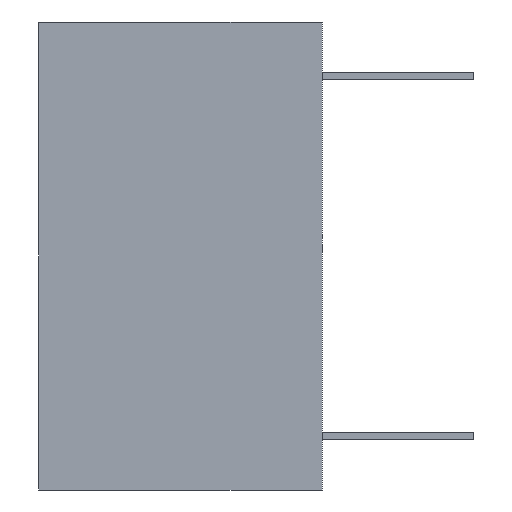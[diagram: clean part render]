
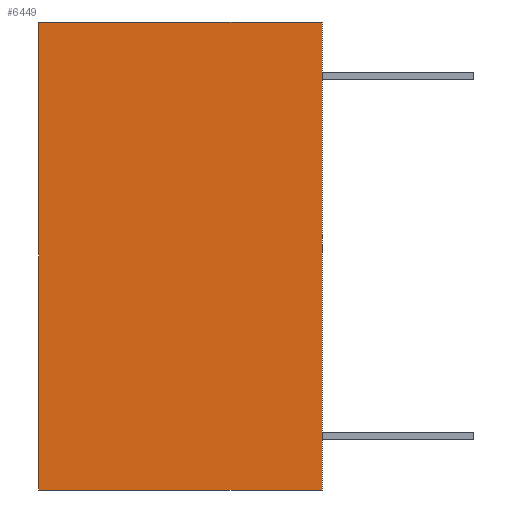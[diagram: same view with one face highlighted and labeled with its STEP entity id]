
A CAD part, left-side view. The second image highlights one B-rep face of the part: STEP entity #6449.
In plain terms, the highlighted planar face has unit normal (-1, 0, 0).
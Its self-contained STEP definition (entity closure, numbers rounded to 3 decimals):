
#67 = CARTESIAN_POINT ( 'NONE',  ( -7.13, 3.2, 4.95 ) ) ;
#72 = CARTESIAN_POINT ( 'NONE',  ( -7.13, 6.2, 4.95 ) ) ;
#285 = DIRECTION ( 'NONE',  ( 0., 1., 0. ) ) ;
#997 = DIRECTION ( 'NONE',  ( 0., -1., 0. ) ) ;
#1132 = CARTESIAN_POINT ( 'NONE',  ( -7.13, 3.2, 0. ) ) ;
#1179 = AXIS2_PLACEMENT_3D ( 'NONE', #8036, #6287, #5422 ) ;
#1757 = ORIENTED_EDGE ( 'NONE', *, *, #4534, .T. ) ;
#1796 = VERTEX_POINT ( 'NONE', #3397 ) ;
#1867 = ORIENTED_EDGE ( 'NONE', *, *, #11111, .F. ) ;
#2232 = VERTEX_POINT ( 'NONE', #10354 ) ;
#2461 = CARTESIAN_POINT ( 'NONE',  ( -7.13, 9.2, 0. ) ) ;
#2848 = LINE ( 'NONE', #8929, #5439 ) ;
#2957 = VERTEX_POINT ( 'NONE', #67 ) ;
#3107 = VECTOR ( 'NONE', #9714, 1000. ) ;
#3397 = CARTESIAN_POINT ( 'NONE',  ( -7.13, 9.2, 4.95 ) ) ;
#3438 = ORIENTED_EDGE ( 'NONE', *, *, #8117, .F. ) ;
#4394 = PLANE ( 'NONE',  #1179 ) ;
#4534 = EDGE_CURVE ( 'NONE', #1796, #7745, #10391, .T. ) ;
#5422 = DIRECTION ( 'NONE',  ( 0., 0., 1. ) ) ;
#5439 = VECTOR ( 'NONE', #285, 1000. ) ;
#6000 = DIRECTION ( 'NONE',  ( 0., 0., -1. ) ) ;
#6235 = FACE_OUTER_BOUND ( 'NONE', #11251, .T. ) ;
#6287 = DIRECTION ( 'NONE',  ( -1., 0., 0. ) ) ;
#6449 = ADVANCED_FACE ( 'NONE', ( #6235 ), #4394, .T. ) ;
#7051 = LINE ( 'NONE', #1132, #3107 ) ;
#7745 = VERTEX_POINT ( 'NONE', #10468 ) ;
#8036 = CARTESIAN_POINT ( 'NONE',  ( -7.13, 6.2, 0. ) ) ;
#8117 = EDGE_CURVE ( 'NONE', #1796, #2957, #10503, .T. ) ;
#8501 = EDGE_CURVE ( 'NONE', #2957, #2232, #7051, .T. ) ;
#8580 = ORIENTED_EDGE ( 'NONE', *, *, #8501, .F. ) ;
#8929 = CARTESIAN_POINT ( 'NONE',  ( -7.13, 6.2, -4.95 ) ) ;
#9714 = DIRECTION ( 'NONE',  ( 0., 0., -1. ) ) ;
#10052 = VECTOR ( 'NONE', #6000, 1000. ) ;
#10354 = CARTESIAN_POINT ( 'NONE',  ( -7.13, 3.2, -4.95 ) ) ;
#10391 = LINE ( 'NONE', #2461, #10052 ) ;
#10468 = CARTESIAN_POINT ( 'NONE',  ( -7.13, 9.2, -4.95 ) ) ;
#10503 = LINE ( 'NONE', #72, #11212 ) ;
#11111 = EDGE_CURVE ( 'NONE', #2232, #7745, #2848, .T. ) ;
#11212 = VECTOR ( 'NONE', #997, 1000. ) ;
#11251 = EDGE_LOOP ( 'NONE', ( #1757, #1867, #8580, #3438 ) ) ;
